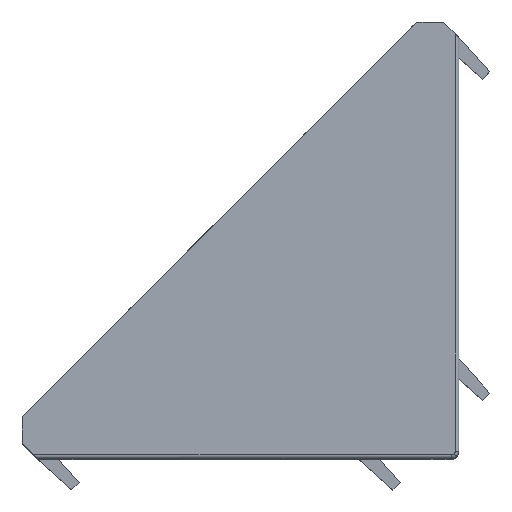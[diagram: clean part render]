
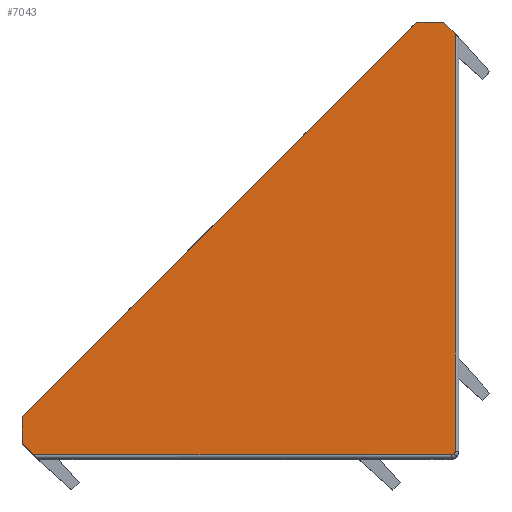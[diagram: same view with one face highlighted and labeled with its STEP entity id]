
A CAD part, top view. The second image highlights one B-rep face of the part: STEP entity #7043.
In plain terms, the highlighted planar face has unit normal (0.012, -0.012, 1).
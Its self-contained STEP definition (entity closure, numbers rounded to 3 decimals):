
#72=PLANE($,#7629);
#335=LINE($,#12060,#879);
#361=LINE($,#12148,#905);
#391=LINE($,#12250,#935);
#395=LINE($,#12256,#939);
#396=LINE($,#12258,#940);
#397=LINE($,#12262,#941);
#398=LINE($,#12263,#942);
#879=VECTOR($,#8626,72.832);
#905=VECTOR($,#8680,2.13);
#935=VECTOR($,#8756,3.5);
#939=VECTOR($,#8762,3.5);
#940=VECTOR($,#8765,54.504);
#941=VECTOR($,#8768,54.504);
#942=VECTOR($,#8769,2.13);
#1483=ELLIPSE($,#7489,0.464,0.424);
#1573=ELLIPSE($,#7630,0.464,0.424);
#1690=FACE_OUTER_BOUND($,#2167,.T.);
#2167=EDGE_LOOP($,(#5178,#5179,#5180,#5181,#5182,#5183,#5184,#5185,#5186));
#3002=VERTEX_POINT($,#10828);
#3003=VERTEX_POINT($,#10830);
#3279=VERTEX_POINT($,#12057);
#3280=VERTEX_POINT($,#12059);
#3307=VERTEX_POINT($,#12145);
#3308=VERTEX_POINT($,#12147);
#3357=VERTEX_POINT($,#12249);
#3359=VERTEX_POINT($,#12259);
#3360=VERTEX_POINT($,#12261);
#3656=EDGE_CURVE($,#3003,#3002,#1483,.T.);
#3956=EDGE_CURVE($,#3280,#3279,#335,.T.);
#3993=EDGE_CURVE($,#3308,#3307,#361,.T.);
#4044=EDGE_CURVE($,#3357,#3280,#391,.T.);
#4048=EDGE_CURVE($,#3279,#3308,#395,.T.);
#4049=EDGE_CURVE($,#3307,#3003,#396,.T.);
#4050=EDGE_CURVE($,#3002,#3359,#1573,.T.);
#4051=EDGE_CURVE($,#3359,#3360,#397,.T.);
#4052=EDGE_CURVE($,#3360,#3357,#398,.T.);
#5178=ORIENTED_EDGE($,*,*,#3993,.T.);
#5179=ORIENTED_EDGE($,*,*,#4049,.T.);
#5180=ORIENTED_EDGE($,*,*,#3656,.T.);
#5181=ORIENTED_EDGE($,*,*,#4050,.T.);
#5182=ORIENTED_EDGE($,*,*,#4051,.T.);
#5183=ORIENTED_EDGE($,*,*,#4052,.T.);
#5184=ORIENTED_EDGE($,*,*,#4044,.T.);
#5185=ORIENTED_EDGE($,*,*,#3956,.T.);
#5186=ORIENTED_EDGE($,*,*,#4048,.T.);
#7043=ADVANCED_FACE($,(#1690),#72,.T.);
#7489=AXIS2_PLACEMENT_3D($,#10831,#8280,#8281);
#7629=AXIS2_PLACEMENT_3D($,#12257,#8763,#8764);
#7630=AXIS2_PLACEMENT_3D($,#12260,#8766,#8767);
#8280=DIRECTION('center_axis',(0.012,-0.012,1.));
#8281=DIRECTION('ref_axis',(0.924,0.382,-0.007));
#8626=DIRECTION($,(-0.707,-0.707,0.));
#8680=DIRECTION($,(0.707,-0.707,-0.017));
#8756=DIRECTION($,(-1.,0.,0.012));
#8762=DIRECTION($,(0.,-1.,-0.012));
#8763=DIRECTION('center_axis',(0.012,-0.012,1.));
#8764=DIRECTION('ref_axis',(1.,0.,-0.012));
#8765=DIRECTION($,(1.,0.,-0.012));
#8766=DIRECTION('center_axis',(0.012,-0.012,1.));
#8767=DIRECTION('ref_axis',(-0.382,-0.924,-0.007));
#8768=DIRECTION($,(0.,1.,0.012));
#8769=DIRECTION($,(-0.707,0.707,0.017));
#10828=CARTESIAN_POINT('',(-0.64,0.64,28.244));
#10830=CARTESIAN_POINT('',(-0.994,0.494,28.247));
#10831=CARTESIAN_POINT('Origin',(-0.965,0.924,28.252));
#12057=CARTESIAN_POINT('',(-57.,5.5,29.));
#12059=CARTESIAN_POINT('',(-5.5,57.,29.));
#12060=CARTESIAN_POINT($,(-5.5,57.,29.));
#12145=CARTESIAN_POINT('',(-55.494,0.494,28.92));
#12147=CARTESIAN_POINT('',(-57.,2.,28.957));
#12148=CARTESIAN_POINT($,(-55.001,0.001,28.907));
#12249=CARTESIAN_POINT('',(-2.,57.,28.957));
#12250=CARTESIAN_POINT($,(-5.5,57.,29.));
#12256=CARTESIAN_POINT($,(-57.,56.992,29.636));
#12257=CARTESIAN_POINT('Origin',(-5.5,57.,29.));
#12258=CARTESIAN_POINT($,(-5.509,0.494,28.303));
#12259=CARTESIAN_POINT('',(-0.494,0.994,28.247));
#12260=CARTESIAN_POINT('Origin',(-0.924,0.965,28.252));
#12261=CARTESIAN_POINT('',(-0.494,55.494,28.92));
#12262=CARTESIAN_POINT($,(-0.494,57.001,28.938));
#12263=CARTESIAN_POINT($,(-2.001,57.001,28.957));
